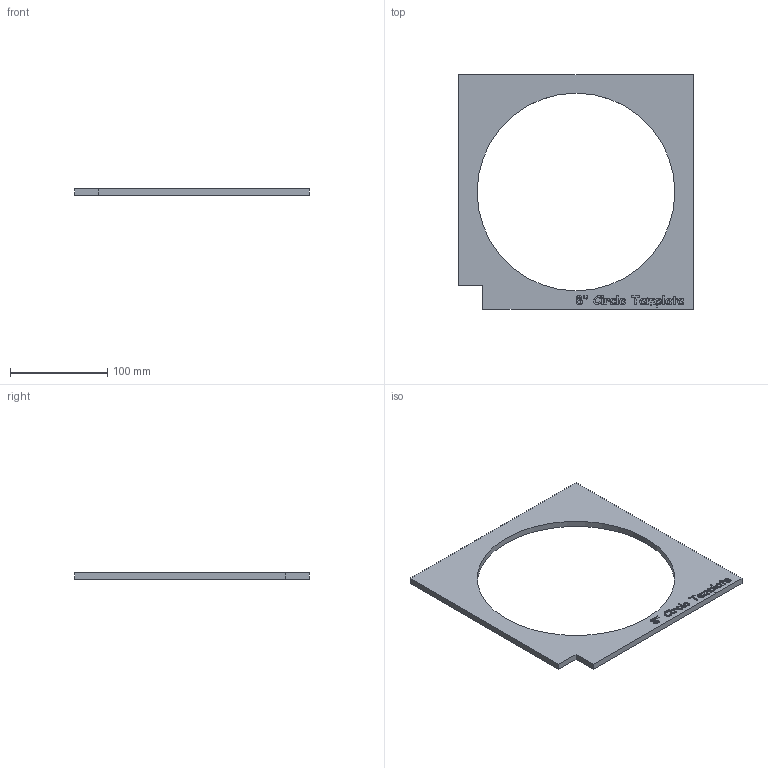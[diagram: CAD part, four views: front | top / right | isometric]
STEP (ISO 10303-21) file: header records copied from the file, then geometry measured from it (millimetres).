
FILE_DESCRIPTION(/* description */ ('','CAx-IF Rec.Pracs.---Representation and Presentation of Product Manufacturing Information (PMI)---4.0---2014-10-13'),/* implementation_level */ '2;1');
FILE_NAME(/* name */ '8-inch Circle Template v1.step',/* time_stamp */ '2025-02-15T22:09:08-08:00',/* author */ (''),/* organization */ (''),/* preprocessor_version */ 'ST-DEVELOPER v20',/* originating_system */ 'Autodesk Translation Framework v13.20.0.188',/* authorisation */ '');
FILE_SCHEMA (('AP242_MANAGED_MODEL_BASED_3D_ENGINEERING_MIM_LF { 1 0 10303 442 1 1 4 }'));
Length unit declared in the file: inch
Products named in the file (1): 8" Circle Template
Bounding box: 241.3 x 241.3 x 6.35 mm (x, y, z)
Volume: 159460.3 mm3; surface area: 61023.3 mm2
Topology: 1 solids, 1 shells, 412 faces, 1155 edges, 770 vertices
Faces by surface type: bspline 362, plane 49, cylinder 1
Full cylindrical faces by diameter (mm): 203.2 x1
Entity records: 16640 total; most frequent: CARTESIAN_POINT 8492, ORIENTED_EDGE 2310, EDGE_CURVE 1155, VERTEX_POINT 770, B_SPLINE_CURVE_WITH_KNOTS 724, DIRECTION 535, EDGE_LOOP 439, LINE 429
